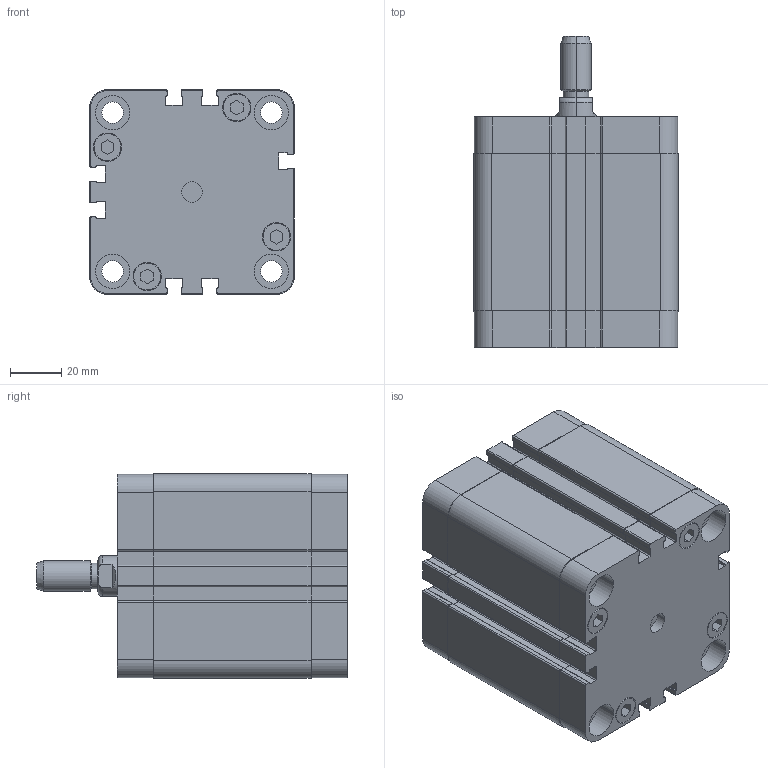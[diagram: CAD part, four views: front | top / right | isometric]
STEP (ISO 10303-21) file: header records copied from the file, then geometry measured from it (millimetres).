
FILE_DESCRIPTION (( 'STEP AP214' ), '1' );
FILE_NAME ('ADM063-040.STEP', '2018-08-28T09:08:52', ( '' ), ( '' ), 'SwSTEP 2.0', 'SolidWorks 2018', '' );
FILE_SCHEMA (( 'AUTOMOTIVE_DESIGN' ));
Length unit declared in the file: millimetre
Products named in the file (1): ADM063-040
Bounding box: 80 x 121.5 x 80 mm (x, y, z)
Volume: 521273.4 mm3; surface area: 87035.5 mm2
Topology: 3 solids, 3 shells, 548 faces, 1504 edges, 1000 vertices
Faces by surface type: plane 276, cylinder 266, cone 4, torus 2
Entity records: 23800 total; most frequent: CARTESIAN_POINT 3191, DIRECTION 3138, ORIENTED_EDGE 3008, EDGE_CURVE 1504, AXIS2_PLACEMENT_3D 1089, VERTEX_POINT 1000, LINE 960, VECTOR 960
